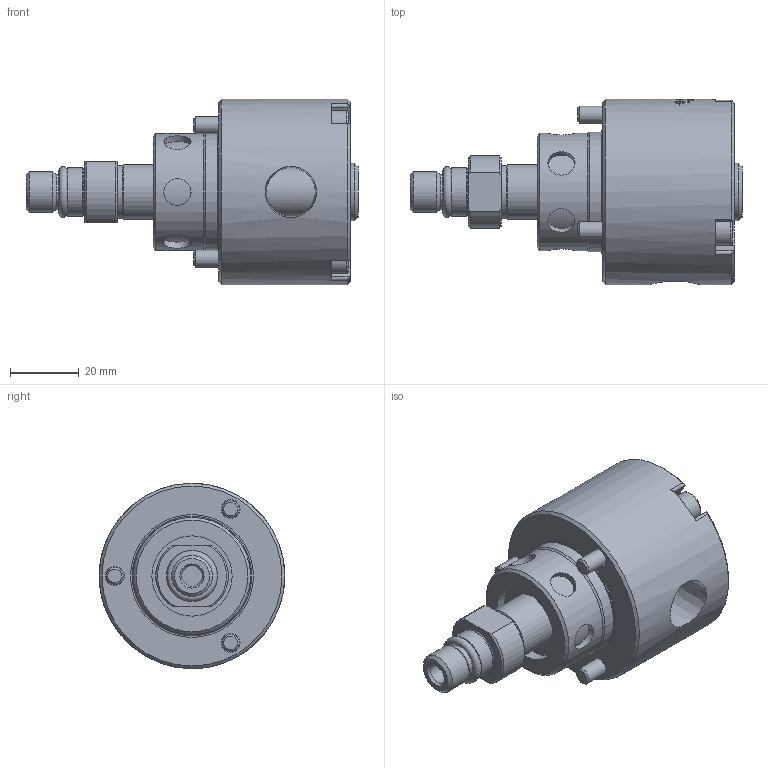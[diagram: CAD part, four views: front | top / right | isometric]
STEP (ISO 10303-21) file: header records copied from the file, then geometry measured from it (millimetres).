
FILE_DESCRIPTION(/* description */ (''),/* implementation_level */ '2;1');
FILE_NAME(/* name */ '1121-330-327-IC.stp',/* time_stamp */ '2020-05-14T15:22:27-05:00',/* author */ ('moorera'),/* organization */ (''),/* preprocessor_version */ 'ST-DEVELOPER v18.1',/* originating_system */ 'Autodesk Inventor 2020',/* authorisation */ '');
FILE_SCHEMA (('AUTOMOTIVE_DESIGN { 1 0 10303 214 3 1 1 }'));
Products named in the file (1): 1121-330-327-IC
Bounding box: 96.67 x 54 x 54 mm (x, y, z)
Volume: 106251.4 mm3; surface area: 22232.5 mm2
Topology: 2 solids, 3 shells, 432 faces, 1166 edges, 791 vertices
Faces by surface type: bspline 182, plane 140, cylinder 74, cone 27, torus 9
Full cylindrical faces by diameter (mm): 5 x3, 5.5 x3, 6 x1, 7.9 x6, 8.5 x3, 9.9 x1, 11.972 x1, 14 x1, 14.25 x1, 15.3 x1, 15.863 x1, 23.4 x1, 34.1 x1, 34.82 x1, 35.8 x1, 54 x1
Entity records: 53660 total; most frequent: CARTESIAN_POINT 43384, ORIENTED_EDGE 2326, DIRECTION 1692, EDGE_CURVE 1163, VERTEX_POINT 791, AXIS2_PLACEMENT_3D 619, EDGE_LOOP 490, LINE 454
